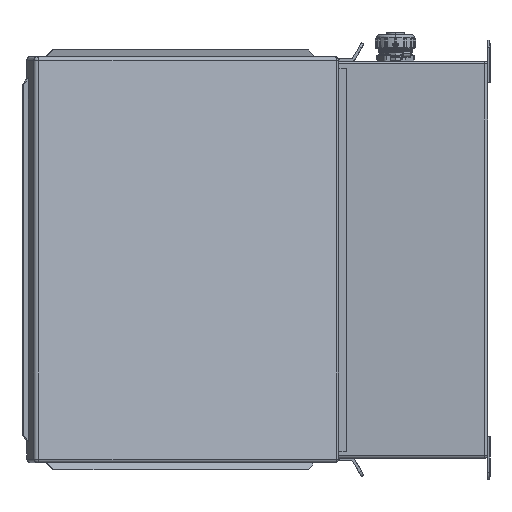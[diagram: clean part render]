
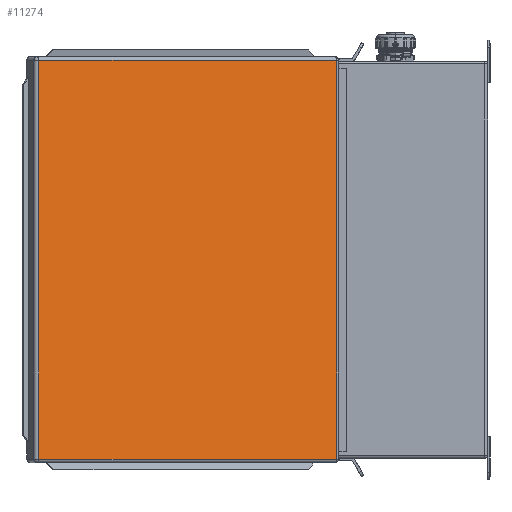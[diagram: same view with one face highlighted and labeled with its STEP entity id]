
A CAD part, left-side view. The second image highlights one B-rep face of the part: STEP entity #11274.
In plain terms, the highlighted face is planar.
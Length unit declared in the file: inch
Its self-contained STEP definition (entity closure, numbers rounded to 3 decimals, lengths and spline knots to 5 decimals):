
#105 = EDGE_LOOP ( 'NONE', ( #84576, #84575, #84573, #84571 ) ) ;
#928 = DIRECTION ( 'NONE',  ( 0., 0., 1. ) ) ;
#930 = CARTESIAN_POINT ( 'NONE',  ( -6.03125, 0.625, 7.15625 ) ) ;
#1748 = LINE ( 'NONE', #86802, #1750 ) ;
#1750 = VECTOR ( 'NONE', #86749, 39.37008 ) ;
#2873 = EDGE_CURVE ( 'NONE', #68840, #68839, #1748, .T. ) ;
#3610 = EDGE_CURVE ( 'NONE', #68839, #69104, #71296, .T. ) ;
#3844 = EDGE_CURVE ( 'NONE', #69105, #68840, #8242, .T. ) ;
#6318 = EDGE_CURVE ( 'NONE', #69104, #69105, #11223, .T. ) ;
#8242 = LINE ( 'NONE', #74263, #8245 ) ;
#8245 = VECTOR ( 'NONE', #72870, 39.37008 ) ;
#11223 = LINE ( 'NONE', #930, #11230 ) ;
#11230 = VECTOR ( 'NONE', #928, 39.37008 ) ;
#11274 = ADVANCED_FACE ( 'NONE', ( #39985 ), #30924, .T. ) ;
#30924 = PLANE ( 'NONE',  #59530 ) ;
#30984 = CARTESIAN_POINT ( 'NONE',  ( -6.15625, 0.625, -7.15625 ) ) ;
#30986 = DIRECTION ( 'NONE',  ( 0., 1., 0. ) ) ;
#30989 = DIRECTION ( 'NONE',  ( 0., 0., 1. ) ) ;
#39985 = FACE_OUTER_BOUND ( 'NONE', #105, .T. ) ;
#59530 = AXIS2_PLACEMENT_3D ( 'NONE', #30984, #30986, #30989 ) ;
#67818 = CARTESIAN_POINT ( 'NONE',  ( 6.03125, 0.625, -7.03125 ) ) ;
#67819 = CARTESIAN_POINT ( 'NONE',  ( 6.03125, 0.625, 7.03125 ) ) ;
#68082 = CARTESIAN_POINT ( 'NONE',  ( -6.03125, 0.625, -7.03125 ) ) ;
#68083 = CARTESIAN_POINT ( 'NONE',  ( -6.03125, 0.625, 7.03125 ) ) ;
#68839 = VERTEX_POINT ( 'NONE', #67818 ) ;
#68840 = VERTEX_POINT ( 'NONE', #67819 ) ;
#69104 = VERTEX_POINT ( 'NONE', #68082 ) ;
#69105 = VERTEX_POINT ( 'NONE', #68083 ) ;
#71295 = VECTOR ( 'NONE', #76083, 39.37008 ) ;
#71296 = LINE ( 'NONE', #76088, #71295 ) ;
#72870 = DIRECTION ( 'NONE',  ( 1., 0., 0. ) ) ;
#74263 = CARTESIAN_POINT ( 'NONE',  ( 6.15625, 0.625, 7.03125 ) ) ;
#76083 = DIRECTION ( 'NONE',  ( -1., 0., 0. ) ) ;
#76088 = CARTESIAN_POINT ( 'NONE',  ( -6.15625, 0.625, -7.03125 ) ) ;
#84571 = ORIENTED_EDGE ( 'NONE', *, *, #3844, .T. ) ;
#84573 = ORIENTED_EDGE ( 'NONE', *, *, #6318, .T. ) ;
#84575 = ORIENTED_EDGE ( 'NONE', *, *, #3610, .T. ) ;
#84576 = ORIENTED_EDGE ( 'NONE', *, *, #2873, .T. ) ;
#86749 = DIRECTION ( 'NONE',  ( 0., 0., -1. ) ) ;
#86802 = CARTESIAN_POINT ( 'NONE',  ( 6.03125, 0.625, -7.15625 ) ) ;
